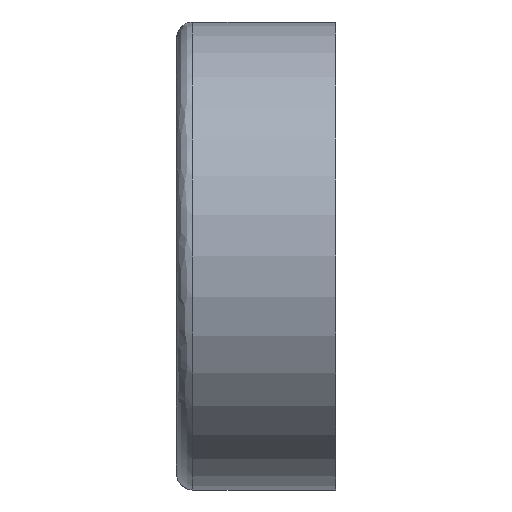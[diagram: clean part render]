
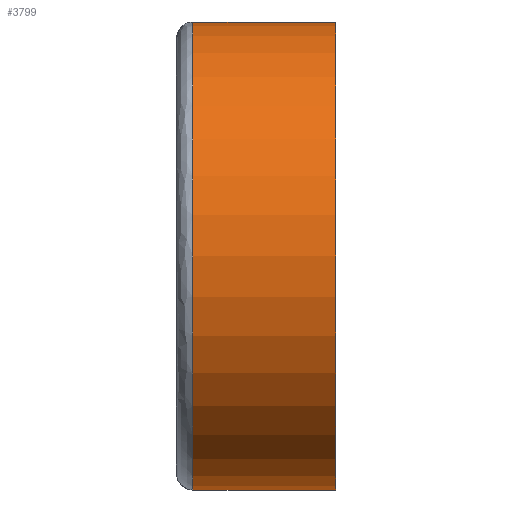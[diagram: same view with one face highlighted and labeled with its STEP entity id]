
A CAD part, left-side view. The second image highlights one B-rep face of the part: STEP entity #3799.
In plain terms, the highlighted cylindrical face has radius 5 mm (diameter 10 mm), a partial arc.
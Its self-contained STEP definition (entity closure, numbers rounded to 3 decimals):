
#80 = DIRECTION ( 'NONE',  ( 1., 0., 0. ) ) ;
#105 = ORIENTED_EDGE ( 'NONE', *, *, #669, .F. ) ;
#156 = VERTEX_POINT ( 'NONE', #2288 ) ;
#394 = DIRECTION ( 'NONE',  ( 0., 0., 1. ) ) ;
#669 = EDGE_CURVE ( 'NONE', #1640, #2298, #1547, .T. ) ;
#718 = EDGE_CURVE ( 'NONE', #1640, #1682, #1656, .T. ) ;
#853 = AXIS2_PLACEMENT_3D ( 'NONE', #3469, #3201, #4057 ) ;
#970 = EDGE_CURVE ( 'NONE', #1682, #156, #3155, .T. ) ;
#981 = CYLINDRICAL_SURFACE ( 'NONE', #4037, 5. ) ;
#1015 = VECTOR ( 'NONE', #394, 1000. ) ;
#1025 = CARTESIAN_POINT ( 'NONE',  ( 0., 0., 0. ) ) ;
#1064 = ORIENTED_EDGE ( 'NONE', *, *, #970, .T. ) ;
#1105 = EDGE_LOOP ( 'NONE', ( #2123, #1064, #1160, #105 ) ) ;
#1160 = ORIENTED_EDGE ( 'NONE', *, *, #3609, .T. ) ;
#1363 = DIRECTION ( 'NONE',  ( 0., 0., 1. ) ) ;
#1547 = LINE ( 'NONE', #2193, #1015 ) ;
#1640 = VERTEX_POINT ( 'NONE', #2866 ) ;
#1656 = CIRCLE ( 'NONE', #3653, 5. ) ;
#1682 = VERTEX_POINT ( 'NONE', #2355 ) ;
#1938 = CARTESIAN_POINT ( 'NONE',  ( -5., 0., 0. ) ) ;
#2123 = ORIENTED_EDGE ( 'NONE', *, *, #718, .T. ) ;
#2193 = CARTESIAN_POINT ( 'NONE',  ( 5., 0., 0. ) ) ;
#2288 = CARTESIAN_POINT ( 'NONE',  ( -5., 0., 3.05 ) ) ;
#2298 = VERTEX_POINT ( 'NONE', #3375 ) ;
#2355 = CARTESIAN_POINT ( 'NONE',  ( -5., 0., 0. ) ) ;
#2866 = CARTESIAN_POINT ( 'NONE',  ( 5., 0., 0. ) ) ;
#3155 = LINE ( 'NONE', #1938, #3570 ) ;
#3201 = DIRECTION ( 'NONE',  ( 0., 0., -1. ) ) ;
#3354 = DIRECTION ( 'NONE',  ( 0., 0., 1. ) ) ;
#3375 = CARTESIAN_POINT ( 'NONE',  ( 5., 0., 3.05 ) ) ;
#3386 = CIRCLE ( 'NONE', #853, 5. ) ;
#3469 = CARTESIAN_POINT ( 'NONE',  ( 0., 0., 3.05 ) ) ;
#3570 = VECTOR ( 'NONE', #4077, 1000. ) ;
#3600 = FACE_OUTER_BOUND ( 'NONE', #1105, .T. ) ;
#3609 = EDGE_CURVE ( 'NONE', #156, #2298, #3386, .T. ) ;
#3653 = AXIS2_PLACEMENT_3D ( 'NONE', #3695, #3354, #3655 ) ;
#3655 = DIRECTION ( 'NONE',  ( 1., 0., 0. ) ) ;
#3695 = CARTESIAN_POINT ( 'NONE',  ( 0., 0., 0. ) ) ;
#3799 = ADVANCED_FACE ( 'NONE', ( #3600 ), #981, .T. ) ;
#4037 = AXIS2_PLACEMENT_3D ( 'NONE', #1025, #1363, #80 ) ;
#4057 = DIRECTION ( 'NONE',  ( 1., 0., 0. ) ) ;
#4077 = DIRECTION ( 'NONE',  ( 0., 0., 1. ) ) ;
